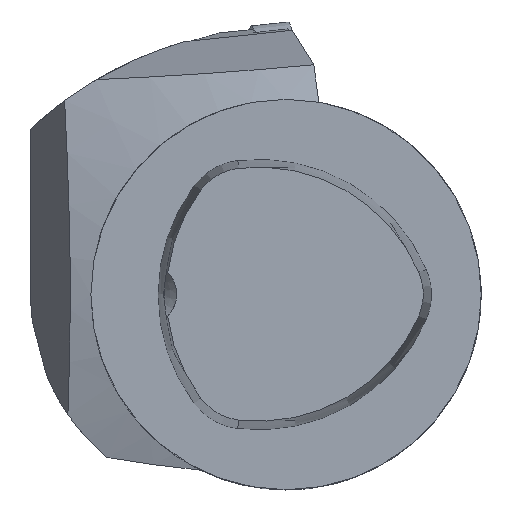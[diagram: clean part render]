
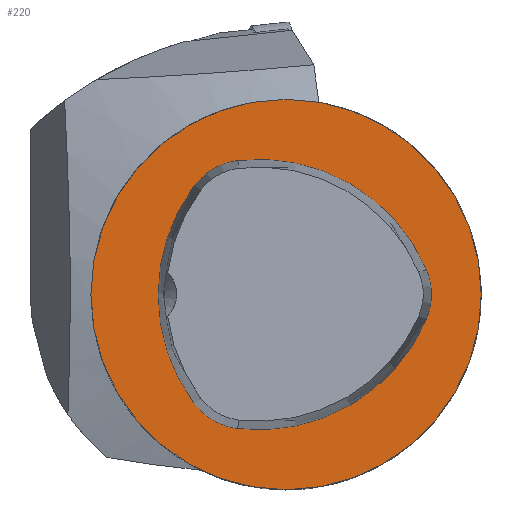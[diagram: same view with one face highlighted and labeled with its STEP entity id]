
A CAD part, top view. The second image highlights one B-rep face of the part: STEP entity #220.
In plain terms, the highlighted planar face has unit normal (0, 0, 1).
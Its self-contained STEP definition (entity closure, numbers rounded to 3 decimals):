
#117=CIRCLE('',#1653,25.);
#163=PLANE('',#1669);
#220=ADVANCED_FACE('',(#336),#163,.T.);
#336=FACE_OUTER_BOUND('',#427,.T.);
#427=EDGE_LOOP('',(#849));
#849=ORIENTED_EDGE('',*,*,#1385,.F.);
#1234=VERTEX_POINT('',#2383);
#1385=EDGE_CURVE('',#1234,#1234,#117,.T.);
#1653=AXIS2_PLACEMENT_3D('',#2382,#1878,#1879);
#1669=AXIS2_PLACEMENT_3D('',#2463,#1914,#1915);
#1878=DIRECTION('',(0.,0.,-1.));
#1879=DIRECTION('',(-1.,0.,0.));
#1914=DIRECTION('',(0.,0.,1.));
#1915=DIRECTION('',(1.,0.,0.));
#2382=CARTESIAN_POINT('',(0.,0.,0.));
#2383=CARTESIAN_POINT('',(-25.,0.,0.));
#2463=CARTESIAN_POINT('',(0.,25.,0.));
